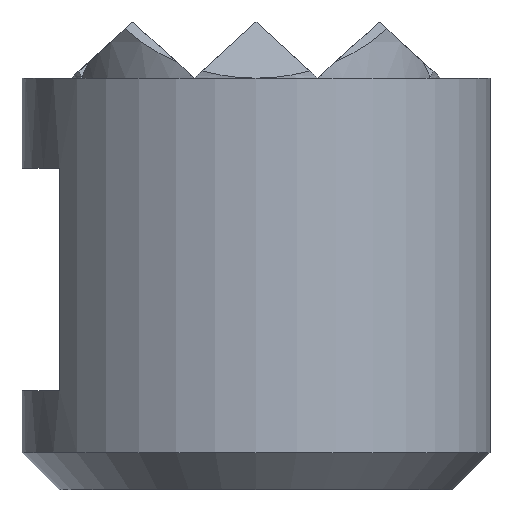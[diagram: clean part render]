
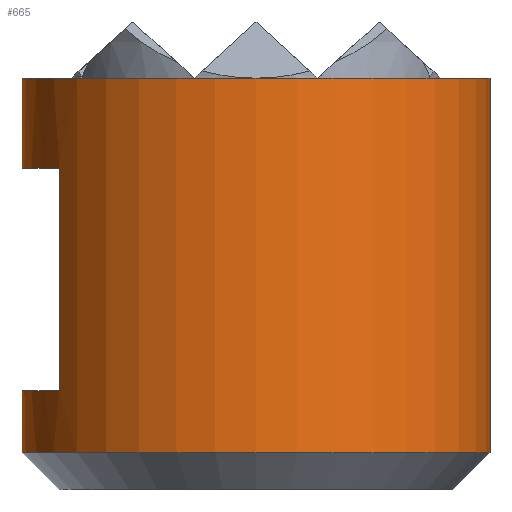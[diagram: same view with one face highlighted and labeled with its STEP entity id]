
A CAD part, front view. The second image highlights one B-rep face of the part: STEP entity #665.
In plain terms, the highlighted cylindrical face has radius 5 mm (diameter 10 mm), a partial arc.
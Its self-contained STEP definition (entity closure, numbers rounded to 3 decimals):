
#283=EDGE_CURVE('',#475,#763,#802,.T.);
#291=EDGE_CURVE('',#587,#349,#811,.T.);
#293=EDGE_CURVE('',#463,#439,#813,.T.);
#303=VERTEX_POINT('',#824);
#349=VERTEX_POINT('',#874);
#367=EDGE_CURVE('',#413,#763,#893,.T.);
#405=EDGE_CURVE('',#349,#475,#934,.T.);
#413=VERTEX_POINT('',#942);
#435=EDGE_CURVE('',#587,#303,#967,.T.);
#439=VERTEX_POINT('',#971);
#463=VERTEX_POINT('',#999);
#475=VERTEX_POINT('',#1012);
#587=VERTEX_POINT('',#1141);
#659=EDGE_CURVE('',#413,#439,#1226,.T.);
#665=ADVANCED_FACE('',(#1232),#1233,.T.);
#737=EDGE_CURVE('',#303,#463,#1315,.T.);
#763=VERTEX_POINT('',#1343);
#802=LINE('',#1376,#1377);
#811=LINE('',#1390,#1391);
#813=CIRCLE('',#1394,5.0);
#824=CARTESIAN_POINT('',(-4.2,-2.713,6.875));
#874=CARTESIAN_POINT('',(-5.,0.,8.8));
#893=CIRCLE('',#1501,5.0);
#934=CIRCLE('',#1560,5.0);
#942=CARTESIAN_POINT('',(-5.,0.,0.8));
#967=CIRCLE('',#1603,5.0);
#971=CARTESIAN_POINT('',(-5.,0.,2.125));
#999=CARTESIAN_POINT('',(-4.2,-2.713,2.125));
#1012=CARTESIAN_POINT('',(5.,0.,8.8));
#1141=CARTESIAN_POINT('',(-5.,0.,6.875));
#1226=LINE('',#1934,#1935);
#1232=FACE_OUTER_BOUND('',#1945,.T.);
#1233=CYLINDRICAL_SURFACE('',#1946,5.0);
#1315=LINE('',#2062,#2063);
#1343=CARTESIAN_POINT('',(5.,0.,0.8));
#1376=CARTESIAN_POINT('',(5.,0.,4.8));
#1377=VECTOR('',#2124,1.0);
#1390=CARTESIAN_POINT('',(-5.,0.,4.8));
#1391=VECTOR('',#2137,1.0);
#1394=AXIS2_PLACEMENT_3D('',#2138,#2139,#2140);
#1501=AXIS2_PLACEMENT_3D('',#2218,#2219,#2220);
#1560=AXIS2_PLACEMENT_3D('',#2275,#2276,#2277);
#1603=AXIS2_PLACEMENT_3D('',#2316,#2317,#2318);
#1934=CARTESIAN_POINT('',(-5.,0.,4.8));
#1935=VECTOR('',#2679,1.0);
#1945=EDGE_LOOP('',(#2683,#2684,#2685,#2686,#2687,#2688,#2689,#2690));
#1946=AXIS2_PLACEMENT_3D('',#2691,#2692,#2693);
#2062=CARTESIAN_POINT('',(-4.2,-2.713,4.8));
#2063=VECTOR('',#2807,1.0);
#2124=DIRECTION('',(0.,0.,-1.0));
#2137=DIRECTION('',(0.,0.,1.0));
#2138=CARTESIAN_POINT('',(0.,0.,2.125));
#2139=DIRECTION('',(0.,0.,-1.0));
#2140=DIRECTION('',(-1.0,0.,0.));
#2218=CARTESIAN_POINT('',(0.,0.,0.8));
#2219=DIRECTION('',(0.,0.,1.0));
#2220=DIRECTION('',(-1.0,0.,0.));
#2275=CARTESIAN_POINT('',(0.,0.,8.8));
#2276=DIRECTION('',(0.,0.,1.0));
#2277=DIRECTION('',(-1.0,0.,0.));
#2316=CARTESIAN_POINT('',(0.,0.,6.875));
#2317=DIRECTION('',(0.,0.,1.0));
#2318=DIRECTION('',(-1.0,0.,0.));
#2679=DIRECTION('',(0.,0.,1.0));
#2683=ORIENTED_EDGE('',*,*,#659,.F.);
#2684=ORIENTED_EDGE('',*,*,#367,.T.);
#2685=ORIENTED_EDGE('',*,*,#283,.F.);
#2686=ORIENTED_EDGE('',*,*,#405,.F.);
#2687=ORIENTED_EDGE('',*,*,#291,.F.);
#2688=ORIENTED_EDGE('',*,*,#435,.T.);
#2689=ORIENTED_EDGE('',*,*,#737,.T.);
#2690=ORIENTED_EDGE('',*,*,#293,.T.);
#2691=CARTESIAN_POINT('',(0.,0.,4.8));
#2692=DIRECTION('',(0.,0.,-1.0));
#2693=DIRECTION('',(-1.0,0.,0.));
#2807=DIRECTION('',(0.,0.,-1.0));
